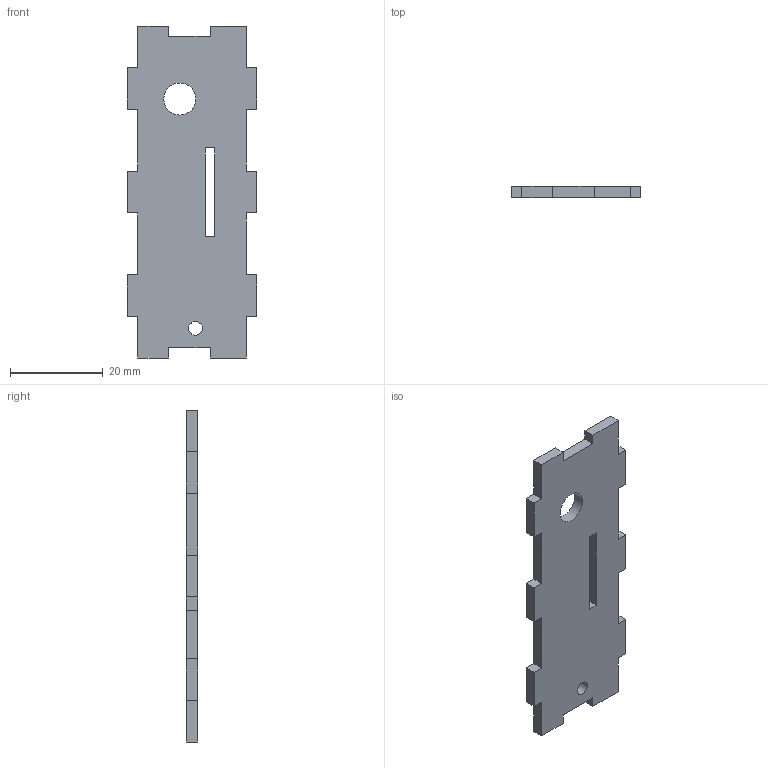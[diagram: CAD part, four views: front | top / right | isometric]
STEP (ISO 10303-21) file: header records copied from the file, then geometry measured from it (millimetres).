
FILE_DESCRIPTION(/* description */ (''),/* implementation_level */ '2;1');
FILE_NAME(/* name */ 'costat1.stp',/* time_stamp */ '2018-09-21T08:42:59+02:00',/* author */ ('lmacia'),/* organization */ (''),/* preprocessor_version */ 'ST-DEVELOPER v17',/* originating_system */ 'Autodesk Inventor 2019',/* authorisation */ '');
FILE_SCHEMA (('AUTOMOTIVE_DESIGN { 1 0 10303 214 3 1 1 }'));
Length unit declared in the file: millimetre
Products named in the file (1): costat1
Bounding box: 27.9 x 2.4 x 71.55 mm (x, y, z)
Volume: 4009.8 mm3; surface area: 4059.8 mm2
Topology: 1 solids, 1 shells, 45 faces, 129 edges, 86 vertices
Faces by surface type: plane 43, cylinder 2
Full cylindrical faces by diameter (mm): 3 x1, 6.9 x1
Entity records: 1498 total; most frequent: CARTESIAN_POINT 261, ORIENTED_EDGE 258, DIRECTION 225, EDGE_CURVE 129, LINE 125, VECTOR 125, VERTEX_POINT 86, EDGE_LOOP 51
